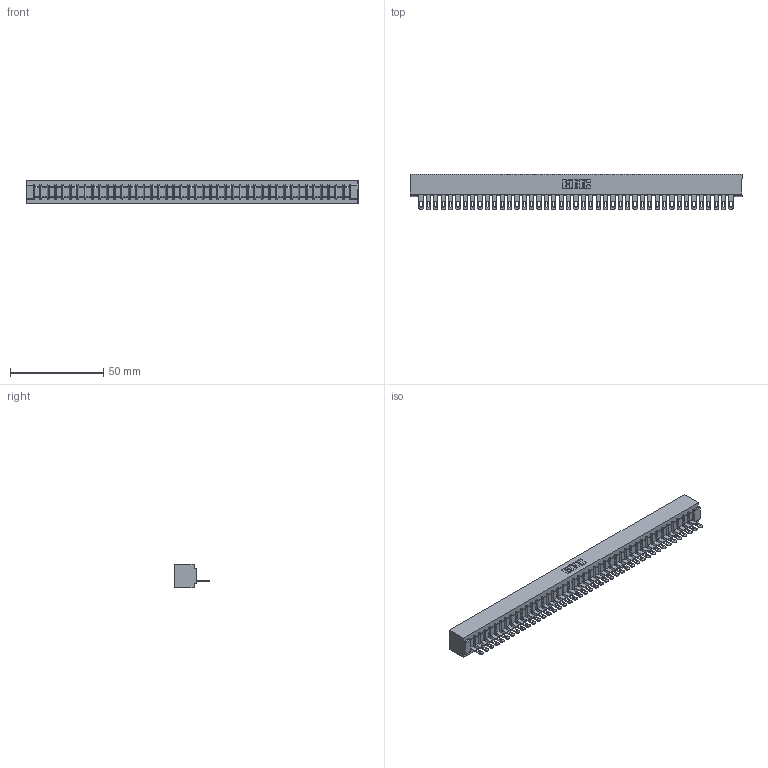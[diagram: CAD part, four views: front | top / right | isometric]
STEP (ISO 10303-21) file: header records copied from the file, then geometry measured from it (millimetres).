
FILE_DESCRIPTION (( 'STEP AP203' ), '1' );
FILE_NAME ('357-043-405-101.STEP', '2020-10-03T11:33:06', ( '' ), ( '' ), 'SwSTEP 2.0', 'SolidWorks 2020', '' );
FILE_SCHEMA (( 'CONFIG_CONTROL_DESIGN' ));
Length unit declared in the file: inch
Products named in the file (3): 307-290-001_505; 307 Part_No Mounting Lugs; 357-043-405-101
Assembly tree (44 placements, depth 2):
  357-043-405-101
    307 Part_No Mounting Lugs
    307-290-001_505  x43
Bounding box: 178.26 x 19.18 x 12.7 mm (x, y, z)
Volume: 19078.6 mm3; surface area: 20721.1 mm2
Topology: 44 solids, 44 shells, 2562 faces, 7265 edges, 4666 vertices
Faces by surface type: plane 1614, cylinder 860, sphere 88
Entity records: 36436 total; most frequent: CARTESIAN_POINT 6136, ORIENTED_EDGE 6122, DIRECTION 5967, EDGE_CURVE 3061, VECTOR 2349, LINE 2349, VERTEX_POINT 1978, AXIS2_PLACEMENT_3D 1809
